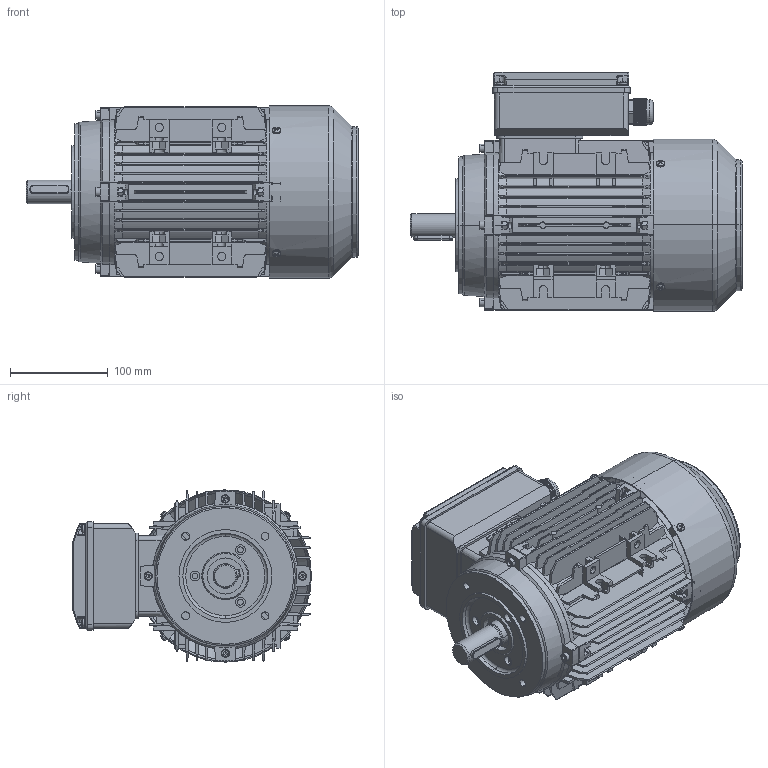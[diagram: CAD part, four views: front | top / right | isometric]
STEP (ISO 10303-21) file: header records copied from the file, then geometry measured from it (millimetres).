
FILE_DESCRIPTION (( 'STEP AP203' ), '1' );
FILE_NAME ('MY2 90L B14 臏源.STEP', '2024-09-04T06:15:18', ( '' ), ( '' ), 'SwSTEP 2.0', 'SolidWorks 2023', '' );
FILE_SCHEMA (( 'CONFIG_CONTROL_DESIGN' ));
Length unit declared in the file: millimetre
Products named in the file (16): MY80-MY100接线盒盖 方; TA90后盖1; MY2 90L B14 铝方; 90风叶; MY80-100接线盒总成 铝 方; TA90风罩; TA90B14法兰1; plain parallel keys_GB_CONNECTING_PIECE_KEYS_CSK 8X40; M20×1.5螺套; T90L转轴; cross recessed thread forming screws gb_GB_CROSS_SCREWS_TYPE138 M4X12-N; T90L机壳; MY80-MY100接线盒座 方; hexagon nuts grade c gb_GB_FASTENER_NUT_SNC1 M5-N; hexagon socket head cap screws gb_GB_FASTENER_SCREWS_HSHCS M5X25-N; cross recessed pan head screws gb_GB_CROSS_SCREWS_TYPE1 M4X12-12  H type-N
Assembly tree (35 placements, depth 3):
  MY2 90L B14 铝方
    T90L机壳
    TA90风罩
    TA90后盖1
    90风叶
    T90L转轴
    plain parallel keys_GB_CONNECTING_PIECE_KEYS_CSK 8X40
    hexagon nuts grade c gb_GB_FASTENER_NUT_SNC1 M5-N  x8
    hexagon socket head cap screws gb_GB_FASTENER_SCREWS_HSHCS M5X25-N  x8
    cross recessed thread forming screws gb_GB_CROSS_SCREWS_TYPE138 M4X12-N  x4
    TA90B14法兰1
    MY80-100接线盒总成 铝 方
      MY80-MY100接线盒座 方
      MY80-MY100接线盒盖 方
      M20×1.5螺套
      cross recessed pan head screws gb_GB_CROSS_SCREWS_TYPE1 M4X12-12  H type-N  x4
Bounding box: 340 x 244.75 x 176.5 mm (x, y, z)
Volume: 1358407.9 mm3; surface area: 882635.7 mm2
Topology: 38 solids, 38 shells, 3727 faces, 10013 edges, 6428 vertices
Faces by surface type: plane 2282, cylinder 1004, cone 233, torus 130, sphere 64, bspline 14
Entity records: 111628 total; most frequent: CARTESIAN_POINT 27171, ORIENTED_EDGE 17980, DIRECTION 16147, EDGE_CURVE 8990, VERTEX_POINT 5793, VECTOR 5671, LINE 5671, AXIS2_PLACEMENT_3D 5238
